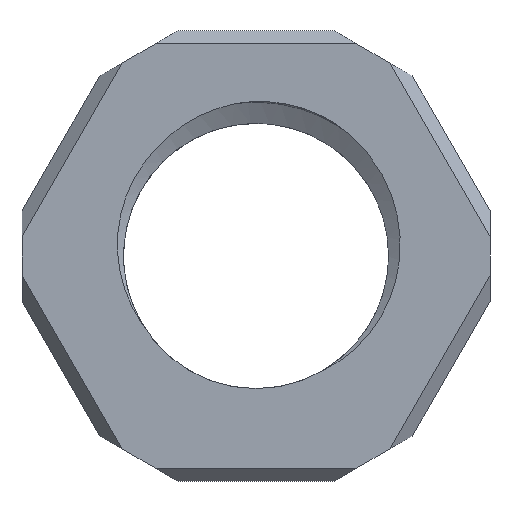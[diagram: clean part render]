
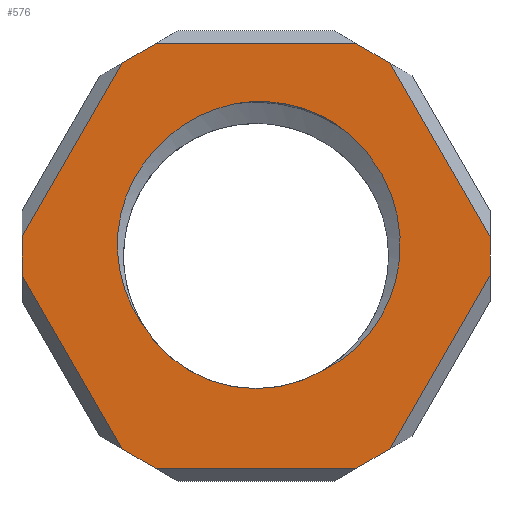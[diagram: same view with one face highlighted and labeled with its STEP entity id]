
A CAD part, front view. The second image highlights one B-rep face of the part: STEP entity #576.
In plain terms, the highlighted planar face has unit normal (0, -1, 0).
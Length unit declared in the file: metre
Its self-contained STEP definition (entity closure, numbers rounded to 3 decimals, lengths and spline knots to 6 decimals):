
#20=CIRCLE('',#620,0.0051);
#22=B_SPLINE_CURVE_WITH_KNOTS('',3,(#830,#831,#832,#833,#834,#835,#836),
 .UNSPECIFIED.,.F.,.F.,(4,1,1,1,4),(0.018016,0.020694,
0.023373,0.026051,0.02873),.UNSPECIFIED.);
#23=B_SPLINE_CURVE_WITH_KNOTS('',3,(#839,#840,#841,#842,#843),
 .UNSPECIFIED.,.F.,.F.,(4,1,4),(0.010727,0.013093,0.015458),
 .UNSPECIFIED.);
#24=B_SPLINE_CURVE_WITH_KNOTS('',3,(#845,#846,#847,#848,#849,#850,#851),
 .UNSPECIFIED.,.F.,.F.,(4,1,1,1,4),(0.014527,0.017257,
0.019987,0.022717,0.025446),.UNSPECIFIED.);
#52=ORIENTED_EDGE('',*,*,#220,.F.);
#53=ORIENTED_EDGE('',*,*,#221,.F.);
#54=ORIENTED_EDGE('',*,*,#222,.F.);
#55=ORIENTED_EDGE('',*,*,#223,.T.);
#56=ORIENTED_EDGE('',*,*,#224,.T.);
#57=ORIENTED_EDGE('',*,*,#225,.T.);
#58=ORIENTED_EDGE('',*,*,#226,.T.);
#59=ORIENTED_EDGE('',*,*,#227,.T.);
#60=ORIENTED_EDGE('',*,*,#228,.T.);
#61=ORIENTED_EDGE('',*,*,#229,.T.);
#62=ORIENTED_EDGE('',*,*,#230,.T.);
#63=ORIENTED_EDGE('',*,*,#231,.T.);
#64=ORIENTED_EDGE('',*,*,#232,.T.);
#65=ORIENTED_EDGE('',*,*,#233,.T.);
#66=ORIENTED_EDGE('',*,*,#234,.T.);
#67=ORIENTED_EDGE('',*,*,#235,.T.);
#220=EDGE_CURVE('',#304,#305,#22,.F.);
#221=EDGE_CURVE('',#306,#304,#23,.T.);
#222=EDGE_CURVE('',#307,#306,#24,.F.);
#223=EDGE_CURVE('',#307,#305,#20,.T.);
#224=EDGE_CURVE('',#308,#309,#360,.T.);
#225=EDGE_CURVE('',#309,#310,#361,.F.);
#226=EDGE_CURVE('',#310,#311,#362,.T.);
#227=EDGE_CURVE('',#311,#312,#363,.F.);
#228=EDGE_CURVE('',#312,#313,#364,.T.);
#229=EDGE_CURVE('',#313,#314,#365,.F.);
#230=EDGE_CURVE('',#314,#315,#366,.T.);
#231=EDGE_CURVE('',#315,#316,#367,.F.);
#232=EDGE_CURVE('',#316,#317,#368,.T.);
#233=EDGE_CURVE('',#317,#318,#369,.F.);
#234=EDGE_CURVE('',#318,#319,#370,.T.);
#235=EDGE_CURVE('',#319,#308,#371,.F.);
#304=VERTEX_POINT('',#837);
#305=VERTEX_POINT('',#838);
#306=VERTEX_POINT('',#844);
#307=VERTEX_POINT('',#852);
#308=VERTEX_POINT('',#855);
#309=VERTEX_POINT('',#856);
#310=VERTEX_POINT('',#858);
#311=VERTEX_POINT('',#860);
#312=VERTEX_POINT('',#862);
#313=VERTEX_POINT('',#864);
#314=VERTEX_POINT('',#866);
#315=VERTEX_POINT('',#868);
#316=VERTEX_POINT('',#870);
#317=VERTEX_POINT('',#872);
#318=VERTEX_POINT('',#874);
#319=VERTEX_POINT('',#876);
#360=LINE('',#854,#432);
#361=LINE('',#857,#433);
#362=LINE('',#859,#434);
#363=LINE('',#861,#435);
#364=LINE('',#863,#436);
#365=LINE('',#865,#437);
#366=LINE('',#867,#438);
#367=LINE('',#869,#439);
#368=LINE('',#871,#440);
#369=LINE('',#873,#441);
#370=LINE('',#875,#442);
#371=LINE('',#877,#443);
#432=VECTOR('',#684,1.);
#433=VECTOR('',#685,1.);
#434=VECTOR('',#686,1.);
#435=VECTOR('',#687,1.);
#436=VECTOR('',#688,1.);
#437=VECTOR('',#689,1.);
#438=VECTOR('',#690,1.);
#439=VECTOR('',#691,1.);
#440=VECTOR('',#692,1.);
#441=VECTOR('',#693,1.);
#442=VECTOR('',#694,1.);
#443=VECTOR('',#695,1.);
#486=EDGE_LOOP('',(#52,#53,#54,#55));
#487=EDGE_LOOP('',(#56,#57,#58,#59,#60,#61,#62,#63,#64,#65,#66,#67));
#518=FACE_BOUND('',#486,.T.);
#519=FACE_BOUND('',#487,.T.);
#550=PLANE('',#619);
#576=ADVANCED_FACE('',(#518,#519),#550,.T.);
#619=AXIS2_PLACEMENT_3D('',#829,#680,#681);
#620=AXIS2_PLACEMENT_3D('',#853,#682,#683);
#680=DIRECTION('',(0.,-1.,0.));
#681=DIRECTION('',(1.,0.,0.));
#682=DIRECTION('',(0.,1.,0.));
#683=DIRECTION('',(0.,0.,1.));
#684=DIRECTION('',(0.5,0.,0.866));
#685=DIRECTION('',(0.,0.,-1.));
#686=DIRECTION('',(-0.5,0.,0.866));
#687=DIRECTION('',(0.866,0.,-0.5));
#688=DIRECTION('',(-1.,0.,0.));
#689=DIRECTION('',(0.866,0.,0.5));
#690=DIRECTION('',(-0.5,0.,-0.866));
#691=DIRECTION('',(0.,0.,1.));
#692=DIRECTION('',(0.5,0.,-0.866));
#693=DIRECTION('',(-0.866,0.,0.5));
#694=DIRECTION('',(1.,0.,0.));
#695=DIRECTION('',(-0.866,0.,-0.5));
#829=CARTESIAN_POINT('',(0.,-0.005,0.));
#830=CARTESIAN_POINT('',(-0.004417,-0.005,-0.00255));
#831=CARTESIAN_POINT('',(-0.004921,-0.005,-0.001809));
#832=CARTESIAN_POINT('',(-0.005549,-0.005,-0.000049));
#833=CARTESIAN_POINT('',(-0.00508,-0.005,0.002683));
#834=CARTESIAN_POINT('',(-0.003367,-0.005,0.004879));
#835=CARTESIAN_POINT('',(-0.001708,-0.005,0.005668));
#836=CARTESIAN_POINT('',(-0.00082,-0.005,0.005855));
#837=CARTESIAN_POINT('',(-0.00082,-0.005,0.005855));
#838=CARTESIAN_POINT('',(-0.004417,-0.005,-0.00255));
#839=CARTESIAN_POINT('',(0.003573,-0.005,0.00471));
#840=CARTESIAN_POINT('',(0.002973,-0.005,0.005221));
#841=CARTESIAN_POINT('',(0.001535,-0.005,0.005922));
#842=CARTESIAN_POINT('',(-0.00005,-0.005,0.006004));
#843=CARTESIAN_POINT('',(-0.00082,-0.005,0.005855));
#844=CARTESIAN_POINT('',(0.003573,-0.005,0.00471));
#845=CARTESIAN_POINT('',(0.003573,-0.005,0.00471));
#846=CARTESIAN_POINT('',(0.004259,-0.005,0.004107));
#847=CARTESIAN_POINT('',(0.005344,-0.005,0.002603));
#848=CARTESIAN_POINT('',(0.005747,-0.005,-0.000159));
#849=CARTESIAN_POINT('',(0.004788,-0.005,-0.002807));
#850=CARTESIAN_POINT('',(0.003379,-0.005,-0.004028));
#851=CARTESIAN_POINT('',(0.00255,-0.005,-0.004417));
#852=CARTESIAN_POINT('',(0.00255,-0.005,-0.004417));
#853=CARTESIAN_POINT('',(0.,-0.005,0.));
#854=CARTESIAN_POINT('',(0.009567,-0.005,0.00025));
#855=CARTESIAN_POINT('',(0.005134,-0.005,-0.007428));
#856=CARTESIAN_POINT('',(0.009,-0.005,-0.000732));
#857=CARTESIAN_POINT('',(0.009,-0.005,0.));
#858=CARTESIAN_POINT('',(0.009,-0.005,0.000732));
#859=CARTESIAN_POINT('',(0.004567,-0.005,0.00841));
#860=CARTESIAN_POINT('',(0.005134,-0.005,0.007428));
#861=CARTESIAN_POINT('',(0.0045,-0.005,0.007794));
#862=CARTESIAN_POINT('',(0.003866,-0.005,0.00816));
#863=CARTESIAN_POINT('',(-0.005,-0.005,0.00816));
#864=CARTESIAN_POINT('',(-0.003866,-0.005,0.00816));
#865=CARTESIAN_POINT('',(-0.0045,-0.005,0.007794));
#866=CARTESIAN_POINT('',(-0.005134,-0.005,0.007428));
#867=CARTESIAN_POINT('',(-0.009567,-0.005,-0.00025));
#868=CARTESIAN_POINT('',(-0.009,-0.005,0.000732));
#869=CARTESIAN_POINT('',(-0.009,-0.005,0.));
#870=CARTESIAN_POINT('',(-0.009,-0.005,-0.000732));
#871=CARTESIAN_POINT('',(-0.004567,-0.005,-0.00841));
#872=CARTESIAN_POINT('',(-0.005134,-0.005,-0.007428));
#873=CARTESIAN_POINT('',(-0.0045,-0.005,-0.007794));
#874=CARTESIAN_POINT('',(-0.003866,-0.005,-0.00816));
#875=CARTESIAN_POINT('',(0.005,-0.005,-0.00816));
#876=CARTESIAN_POINT('',(0.003866,-0.005,-0.00816));
#877=CARTESIAN_POINT('',(0.0045,-0.005,-0.007794));
